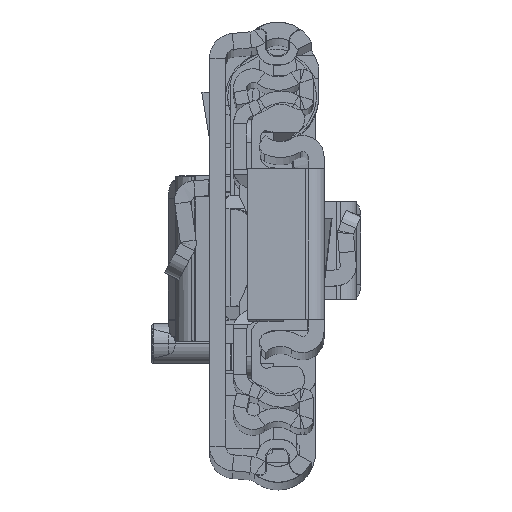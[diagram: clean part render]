
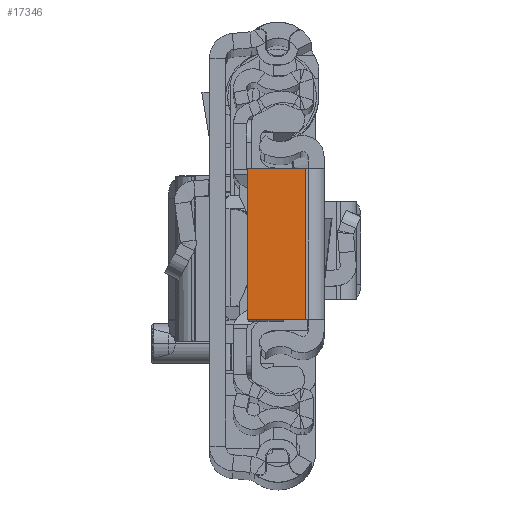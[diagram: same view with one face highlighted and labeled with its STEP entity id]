
A CAD part, top view. The second image highlights one B-rep face of the part: STEP entity #17346.
In plain terms, the highlighted planar face has unit normal (0, 0, 1).
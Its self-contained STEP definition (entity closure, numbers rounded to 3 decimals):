
#822 = DIRECTION ( 'NONE',  ( -1., 0., 0. ) ) ;
#1074 = CARTESIAN_POINT ( 'NONE',  ( -8.65, 8.5, 0. ) ) ;
#2296 = VERTEX_POINT ( 'NONE', #1074 ) ;
#5143 = CARTESIAN_POINT ( 'NONE',  ( -2.05, -8.5, 0. ) ) ;
#5398 = CARTESIAN_POINT ( 'NONE',  ( -2.05, 8.5, 0. ) ) ;
#6421 = ORIENTED_EDGE ( 'NONE', *, *, #22360, .F. ) ;
#8490 = CARTESIAN_POINT ( 'NONE',  ( -8.65, 0., 0. ) ) ;
#10929 = CARTESIAN_POINT ( 'NONE',  ( -2.05, -8.5, 0. ) ) ;
#11030 = DIRECTION ( 'NONE',  ( 0., -1., 0. ) ) ;
#11905 = ORIENTED_EDGE ( 'NONE', *, *, #39031, .T. ) ;
#13189 = DIRECTION ( 'NONE',  ( -1., 0., 0. ) ) ;
#14776 = VECTOR ( 'NONE', #822, 1000. ) ;
#15917 = DIRECTION ( 'NONE',  ( 0., 0., -1. ) ) ;
#17346 = ADVANCED_FACE ( 'NONE', ( #31981 ), #38301, .F. ) ;
#18287 = VERTEX_POINT ( 'NONE', #24466 ) ;
#18396 = CARTESIAN_POINT ( 'NONE',  ( 0., -8.5, 0. ) ) ;
#18815 = LINE ( 'NONE', #18396, #34971 ) ;
#21772 = VECTOR ( 'NONE', #11030, 1000. ) ;
#22035 = ORIENTED_EDGE ( 'NONE', *, *, #34774, .T. ) ;
#22360 = EDGE_CURVE ( 'NONE', #25290, #37519, #29703, .T. ) ;
#24466 = CARTESIAN_POINT ( 'NONE',  ( -8.65, -8.5, 0. ) ) ;
#24521 = LINE ( 'NONE', #8490, #21772 ) ;
#25290 = VERTEX_POINT ( 'NONE', #5398 ) ;
#26337 = DIRECTION ( 'NONE',  ( 0., -1., 0. ) ) ;
#28599 = CARTESIAN_POINT ( 'NONE',  ( 0., 0., 0. ) ) ;
#29703 = LINE ( 'NONE', #10929, #39524 ) ;
#31712 = DIRECTION ( 'NONE',  ( 1., 0., 0. ) ) ;
#31981 = FACE_OUTER_BOUND ( 'NONE', #38877, .T. ) ;
#32491 = LINE ( 'NONE', #36078, #14776 ) ;
#32928 = ORIENTED_EDGE ( 'NONE', *, *, #33082, .T. ) ;
#33082 = EDGE_CURVE ( 'NONE', #18287, #37519, #18815, .T. ) ;
#33482 = AXIS2_PLACEMENT_3D ( 'NONE', #28599, #15917, #13189 ) ;
#34774 = EDGE_CURVE ( 'NONE', #25290, #2296, #32491, .T. ) ;
#34971 = VECTOR ( 'NONE', #31712, 1000. ) ;
#36078 = CARTESIAN_POINT ( 'NONE',  ( 0., 8.5, 0. ) ) ;
#37519 = VERTEX_POINT ( 'NONE', #5143 ) ;
#38301 = PLANE ( 'NONE',  #33482 ) ;
#38877 = EDGE_LOOP ( 'NONE', ( #6421, #22035, #11905, #32928 ) ) ;
#39031 = EDGE_CURVE ( 'NONE', #2296, #18287, #24521, .T. ) ;
#39524 = VECTOR ( 'NONE', #26337, 1000. ) ;
